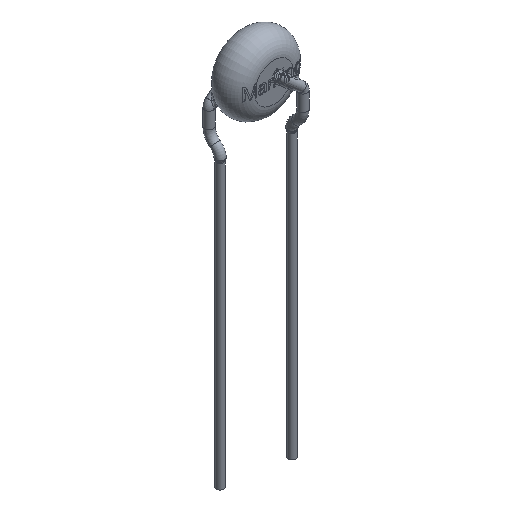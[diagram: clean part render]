
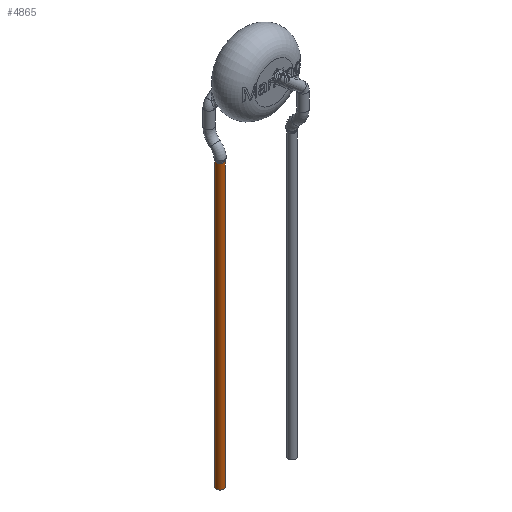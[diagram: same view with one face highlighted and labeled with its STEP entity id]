
A CAD part, isometric view. The second image highlights one B-rep face of the part: STEP entity #4865.
In plain terms, the highlighted cylindrical face has radius 0.3 mm (diameter 0.6 mm), a full revolution.
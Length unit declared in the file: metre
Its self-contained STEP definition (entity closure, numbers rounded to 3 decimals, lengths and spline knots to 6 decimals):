
#64=CIRCLE('',#5076,0.0003);
#66=CIRCLE('',#5080,0.0003);
#1165=ORIENTED_EDGE('',*,*,#2043,.T.);
#1166=ORIENTED_EDGE('',*,*,#2039,.F.);
#2039=EDGE_CURVE('',#2474,#2474,#64,.T.);
#2043=EDGE_CURVE('',#2478,#2478,#66,.T.);
#2474=VERTEX_POINT('',#8166);
#2478=VERTEX_POINT('',#8233);
#2986=EDGE_LOOP('',(#1165));
#2987=EDGE_LOOP('',(#1166));
#3204=FACE_BOUND('',#2986,.T.);
#3205=FACE_BOUND('',#2987,.T.);
#3314=CYLINDRICAL_SURFACE('',#5081,0.0003);
#4865=ADVANCED_FACE('',(#3204,#3205),#3314,.T.);
#5076=AXIS2_PLACEMENT_3D('',#8165,#5569,#5570);
#5080=AXIS2_PLACEMENT_3D('',#8232,#5577,#5578);
#5081=AXIS2_PLACEMENT_3D('',#8234,#5579,#5580);
#5569=DIRECTION('',(0.,0.,1.));
#5570=DIRECTION('',(1.,0.,0.));
#5577=DIRECTION('',(0.,0.,1.));
#5578=DIRECTION('',(0.,1.,0.));
#5579=DIRECTION('',(0.,0.,1.));
#5580=DIRECTION('',(1.,0.,0.));
#8165=CARTESIAN_POINT('',(-0.0025,0.0004,-0.005132));
#8166=CARTESIAN_POINT('',(-0.0022,0.0004,-0.005132));
#8232=CARTESIAN_POINT('',(-0.0025,0.0004,-0.028));
#8233=CARTESIAN_POINT('',(-0.0025,0.0007,-0.028));
#8234=CARTESIAN_POINT('',(-0.0025,0.0004,-0.028));
